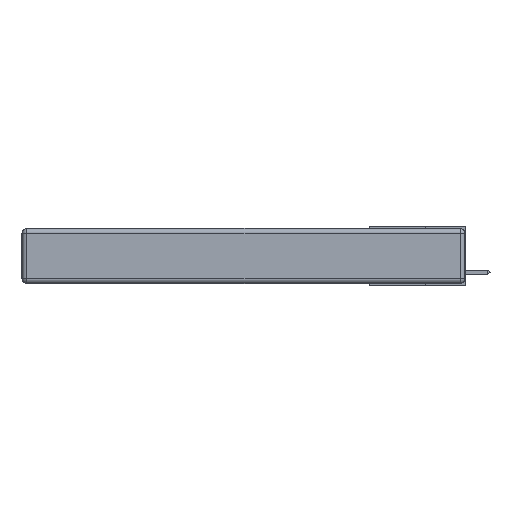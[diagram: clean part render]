
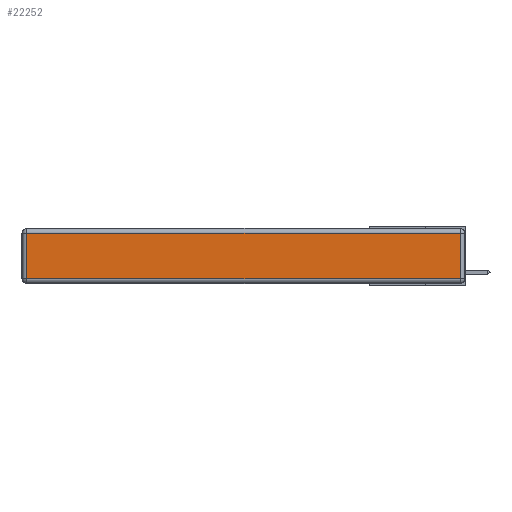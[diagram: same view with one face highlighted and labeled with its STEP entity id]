
A CAD part, left-side view. The second image highlights one B-rep face of the part: STEP entity #22252.
In plain terms, the highlighted planar face has unit normal (-1, 0, 0).
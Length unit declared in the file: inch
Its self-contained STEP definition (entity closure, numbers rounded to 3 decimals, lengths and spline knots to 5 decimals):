
#574 = DIRECTION ( 'NONE',  ( 0., 0., -1. ) ) ;
#1201 = CARTESIAN_POINT ( 'NONE',  ( 0., 0.03, -0.03 ) ) ;
#1217 = LINE ( 'NONE', #9153, #19799 ) ;
#2919 = EDGE_CURVE ( 'NONE', #27194, #3055, #13309, .T. ) ;
#3055 = VERTEX_POINT ( 'NONE', #4059 ) ;
#3135 = EDGE_CURVE ( 'NONE', #24068, #27194, #1217, .T. ) ;
#4059 = CARTESIAN_POINT ( 'NONE',  ( 0., 2.72, -0.313 ) ) ;
#4361 = VECTOR ( 'NONE', #574, 39.37008 ) ;
#5629 = CARTESIAN_POINT ( 'NONE',  ( 0., 2.72, -0.03 ) ) ;
#6533 = DIRECTION ( 'NONE',  ( 0., 1., 0. ) ) ;
#6633 = VECTOR ( 'NONE', #12821, 39.37008 ) ;
#7645 = DIRECTION ( 'NONE',  ( -1., 0., 0. ) ) ;
#7965 = CARTESIAN_POINT ( 'NONE',  ( 0., 0., -0.343 ) ) ;
#9153 = CARTESIAN_POINT ( 'NONE',  ( 0., 2.75, -0.03 ) ) ;
#9640 = ORIENTED_EDGE ( 'NONE', *, *, #11825, .T. ) ;
#9752 = CARTESIAN_POINT ( 'NONE',  ( 0., 0.03, -0.313 ) ) ;
#9771 = LINE ( 'NONE', #22409, #6633 ) ;
#9902 = FACE_OUTER_BOUND ( 'NONE', #27477, .T. ) ;
#11825 = EDGE_CURVE ( 'NONE', #14475, #24068, #9771, .T. ) ;
#12155 = ORIENTED_EDGE ( 'NONE', *, *, #2919, .T. ) ;
#12821 = DIRECTION ( 'NONE',  ( 0., 0., 1. ) ) ;
#13192 = CARTESIAN_POINT ( 'NONE',  ( 0., 2.72, -0.343 ) ) ;
#13309 = LINE ( 'NONE', #13192, #4361 ) ;
#13873 = CARTESIAN_POINT ( 'NONE',  ( 0., 0., -0.313 ) ) ;
#14475 = VERTEX_POINT ( 'NONE', #9752 ) ;
#15239 = DIRECTION ( 'NONE',  ( 0., 0., 1. ) ) ;
#19799 = VECTOR ( 'NONE', #6533, 39.37008 ) ;
#21439 = AXIS2_PLACEMENT_3D ( 'NONE', #7965, #7645, #15239 ) ;
#22252 = ADVANCED_FACE ( 'NONE', ( #9902 ), #30163, .T. ) ;
#22409 = CARTESIAN_POINT ( 'NONE',  ( 0., 0.03, -0.343 ) ) ;
#24068 = VERTEX_POINT ( 'NONE', #1201 ) ;
#24499 = EDGE_CURVE ( 'NONE', #3055, #14475, #26441, .T. ) ;
#26441 = LINE ( 'NONE', #13873, #29557 ) ;
#27194 = VERTEX_POINT ( 'NONE', #5629 ) ;
#27477 = EDGE_LOOP ( 'NONE', ( #32071, #9640, #29081, #12155 ) ) ;
#29081 = ORIENTED_EDGE ( 'NONE', *, *, #3135, .T. ) ;
#29557 = VECTOR ( 'NONE', #31274, 39.37008 ) ;
#30163 = PLANE ( 'NONE',  #21439 ) ;
#31274 = DIRECTION ( 'NONE',  ( 0., -1., 0. ) ) ;
#32071 = ORIENTED_EDGE ( 'NONE', *, *, #24499, .T. ) ;
